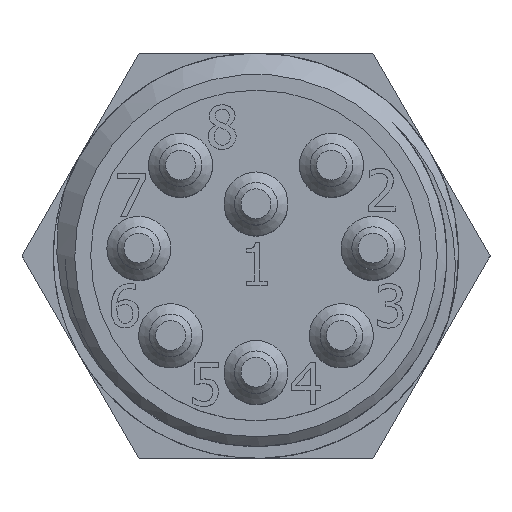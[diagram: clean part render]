
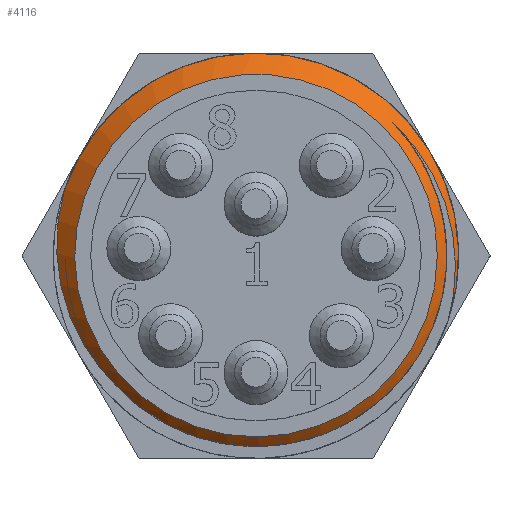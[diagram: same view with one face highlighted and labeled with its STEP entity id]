
A CAD part, top view. The second image highlights one B-rep face of the part: STEP entity #4116.
In plain terms, the highlighted conical face has half-angle 45 degrees and reference radius 9 mm.
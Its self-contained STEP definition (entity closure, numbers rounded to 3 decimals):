
#727=FACE_BOUND($,#1302,.T.);
#802=CIRCLE($,#4289,8.95);
#804=CIRCLE($,#4293,9.5);
#805=CIRCLE($,#4294,8.5);
#867=CONICAL_SURFACE($,#4292,9.,45.);
#1038=FACE_OUTER_BOUND($,#1301,.T.);
#1301=EDGE_LOOP($,(#3423,#3424,#3425,#3426));
#1302=EDGE_LOOP($,(#3427));
#1620=B_SPLINE_CURVE_WITH_KNOTS($,3,(#9501,#9502,#9503,#9504,#9505,#9506,
#9507,#9508,#9509,#9510),.UNSPECIFIED.,.F.,.F.,(4,3,3,4),(0.878,
0.977,1.444,1.897),.UNSPECIFIED.);
#1623=B_SPLINE_CURVE_WITH_KNOTS($,3,(#9738,#9739,#9740,#9741,#9742,#9743,
#9744,#9745,#9746,#9747),.UNSPECIFIED.,.F.,.F.,(4,3,3,4),(0.,0.453,
0.919,1.018),.UNSPECIFIED.);
#1930=VERTEX_POINT($,#9433);
#1932=VERTEX_POINT($,#9467);
#1935=VERTEX_POINT($,#9651);
#1936=VERTEX_POINT($,#9737);
#1938=VERTEX_POINT($,#9790);
#2455=EDGE_CURVE($,#1930,#1932,#1620,.T.);
#2458=EDGE_CURVE($,#1936,#1935,#1623,.T.);
#2462=EDGE_CURVE($,#1932,#1936,#802,.T.);
#2464=EDGE_CURVE($,#1935,#1930,#804,.T.);
#2465=EDGE_CURVE($,#1938,#1938,#805,.T.);
#3423=ORIENTED_EDGE($,*,*,#2458,.T.);
#3424=ORIENTED_EDGE($,*,*,#2464,.T.);
#3425=ORIENTED_EDGE($,*,*,#2455,.T.);
#3426=ORIENTED_EDGE($,*,*,#2462,.T.);
#3427=ORIENTED_EDGE($,*,*,#2465,.T.);
#4116=ADVANCED_FACE($,(#1038,#727),#867,.T.);
#4289=AXIS2_PLACEMENT_3D($,#9785,#4856,#4857);
#4292=AXIS2_PLACEMENT_3D($,#9788,#4862,#4863);
#4293=AXIS2_PLACEMENT_3D($,#9789,#4864,#4865);
#4294=AXIS2_PLACEMENT_3D($,#9791,#4866,#4867);
#4856=DIRECTION('center_axis',(0.,0.,1.));
#4857=DIRECTION('ref_axis',(0.,1.,0.));
#4862=DIRECTION('center_axis',(0.,0.,-1.));
#4863=DIRECTION('ref_axis',(-1.,0.,0.));
#4864=DIRECTION('center_axis',(0.,0.,1.));
#4865=DIRECTION('ref_axis',(-1.,0.,0.));
#4866=DIRECTION('center_axis',(0.,0.,-1.));
#4867=DIRECTION('ref_axis',(-1.,0.,0.));
#9433=CARTESIAN_POINT('',(-8.975,3.115,8.5));
#9467=CARTESIAN_POINT('',(-6.469,-6.185,9.05));
#9501=CARTESIAN_POINT('Ctrl Pts',(-8.975,3.115,8.5));
#9502=CARTESIAN_POINT('Ctrl Pts',(-9.066,2.8,8.517));
#9503=CARTESIAN_POINT('Ctrl Pts',(-9.141,2.48,8.535));
#9504=CARTESIAN_POINT('Ctrl Pts',(-9.199,2.158,8.552));
#9505=CARTESIAN_POINT('Ctrl Pts',(-9.472,0.638,8.634));
#9506=CARTESIAN_POINT('Ctrl Pts',(-9.363,-0.954,
8.717));
#9507=CARTESIAN_POINT('Ctrl Pts',(-8.875,-2.421,8.801));
#9508=CARTESIAN_POINT('Ctrl Pts',(-8.402,-3.847,8.883));
#9509=CARTESIAN_POINT('Ctrl Pts',(-7.569,-5.156,8.966));
#9510=CARTESIAN_POINT('Ctrl Pts',(-6.469,-6.185,9.05));
#9651=CARTESIAN_POINT('',(9.005,-3.026,8.5));
#9737=CARTESIAN_POINT('',(6.407,6.249,9.05));
#9738=CARTESIAN_POINT('Ctrl Pts',(6.407,6.249,9.05));
#9739=CARTESIAN_POINT('Ctrl Pts',(7.519,5.23,8.966));
#9740=CARTESIAN_POINT('Ctrl Pts',(8.363,3.931,8.883));
#9741=CARTESIAN_POINT('Ctrl Pts',(8.851,2.509,8.801));
#9742=CARTESIAN_POINT('Ctrl Pts',(9.352,1.049,8.717));
#9743=CARTESIAN_POINT('Ctrl Pts',(9.477,-0.543,8.634));
#9744=CARTESIAN_POINT('Ctrl Pts',(9.22,-2.066,8.552));
#9745=CARTESIAN_POINT('Ctrl Pts',(9.166,-2.389,8.535));
#9746=CARTESIAN_POINT('Ctrl Pts',(9.094,-2.709,8.517));
#9747=CARTESIAN_POINT('Ctrl Pts',(9.005,-3.026,8.5));
#9785=CARTESIAN_POINT('Origin',(0.,0.,9.05));
#9788=CARTESIAN_POINT('Origin',(0.,0.,9.));
#9789=CARTESIAN_POINT('Origin',(0.,0.,8.5));
#9790=CARTESIAN_POINT('',(8.5,0.,9.5));
#9791=CARTESIAN_POINT('Origin',(0.,0.,9.5));
